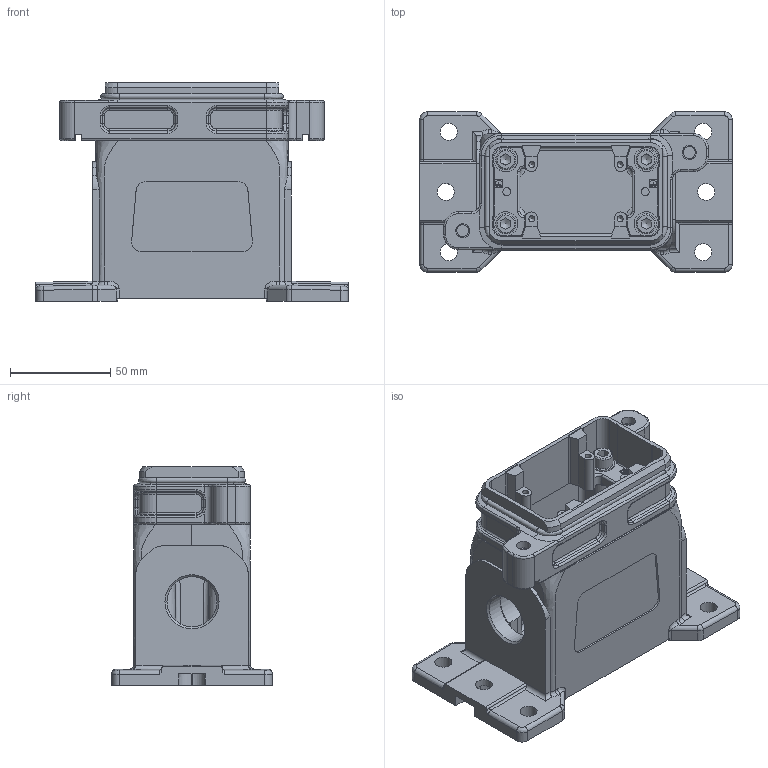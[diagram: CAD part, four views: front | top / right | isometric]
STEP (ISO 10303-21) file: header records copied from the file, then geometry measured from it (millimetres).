
FILE_DESCRIPTION(/* description */ (''),/* implementation_level */ '2;1');
FILE_NAME(/* name */ '100176634ugm000_d.stp',/* time_stamp */ '2017-11-06T09:04:36+01:00',/* author */ (''),/* organization */ (''),/* preprocessor_version */ 'ST-DEVELOPER v16',/* originating_system */ 'SIEMENS PLM Software NX 10.0',/* authorisation */ '');
FILE_SCHEMA (('AUTOMOTIVE_DESIGN { 1 0 10303 214 3 1 1 1 }'));
Length unit declared in the file: millimetre
Products named in the file (1): 100176634ugm000_d
Bounding box: 156 x 80 x 109.1 mm (x, y, z)
Volume: 323457.8 mm3; surface area: 91565 mm2
Topology: 1 solids, 1 shells, 978 faces, 2682 edges, 1978 vertices
Faces by surface type: plane 513, cylinder 289, bspline 93, torus 41, cone 40, extrusion 2
Full cylindrical faces by diameter (mm): 2.75 x1, 3 x4, 3.25 x1, 3.412 x2, 3.5 x2, 4 x2, 6 x2, 7.1 x2, 8.5 x6, 10 x4, 12 x4, 25 x1
Entity records: 36064 total; most frequent: CARTESIAN_POINT 9692, ORIENTED_EDGE 4944, DIRECTION 4881, EDGE_CURVE 2472, AXIS2_PLACEMENT_3D 1637, VECTOR 1607, LINE 1605, VERTEX_POINT 1577
